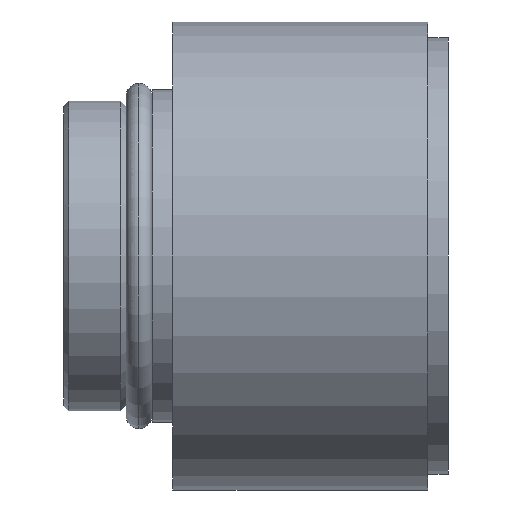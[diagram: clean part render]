
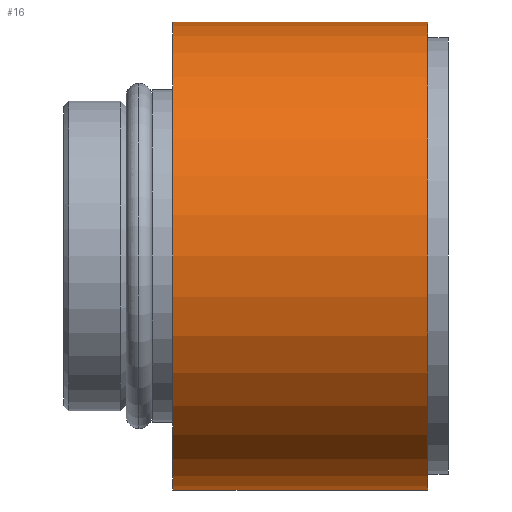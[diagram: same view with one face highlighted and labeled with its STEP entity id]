
A CAD part, front view. The second image highlights one B-rep face of the part: STEP entity #16.
In plain terms, the highlighted cylindrical face has radius 45 mm (diameter 90 mm), a partial arc.
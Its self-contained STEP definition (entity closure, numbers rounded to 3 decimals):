
#16 = ADVANCED_FACE ( 'NONE', ( #1695 ), #1694, .T. ) ;
#135 = CIRCLE ( 'NONE', #1527, 45. ) ;
#137 = VECTOR ( 'NONE', #446, 1000. ) ;
#140 = LINE ( 'NONE', #447, #137 ) ;
#175 = CIRCLE ( 'NONE', #1518, 45. ) ;
#232 = VECTOR ( 'NONE', #680, 1000. ) ;
#238 = LINE ( 'NONE', #684, #232 ) ;
#369 = CARTESIAN_POINT ( 'NONE',  ( 70., 0., 45. ) ) ;
#370 = CARTESIAN_POINT ( 'NONE',  ( 70., 0., -45. ) ) ;
#390 = CARTESIAN_POINT ( 'NONE',  ( 21., 0., -45. ) ) ;
#429 = CARTESIAN_POINT ( 'NONE',  ( 21., 0., 45. ) ) ;
#446 = DIRECTION ( 'NONE',  ( -1., 0., 0. ) ) ;
#447 = CARTESIAN_POINT ( 'NONE',  ( -9.115, 0., 45. ) ) ;
#455 = DIRECTION ( 'NONE',  ( 0., 0., 1. ) ) ;
#456 = DIRECTION ( 'NONE',  ( -1., 0., 0. ) ) ;
#463 = CARTESIAN_POINT ( 'NONE',  ( 70., 0., 0. ) ) ;
#538 = DIRECTION ( 'NONE',  ( 0., 0., 1. ) ) ;
#540 = DIRECTION ( 'NONE',  ( -1., 0., 0. ) ) ;
#548 = CARTESIAN_POINT ( 'NONE',  ( 21., 0., 0. ) ) ;
#680 = DIRECTION ( 'NONE',  ( -1., 0., 0. ) ) ;
#684 = CARTESIAN_POINT ( 'NONE',  ( -9.115, 0., -45. ) ) ;
#912 = CARTESIAN_POINT ( 'NONE',  ( -9.115, 0., 0. ) ) ;
#944 = DIRECTION ( 'NONE',  ( -1., 0., 0. ) ) ;
#961 = DIRECTION ( 'NONE',  ( 0., 0., 1. ) ) ;
#1392 = EDGE_CURVE ( 'NONE', #1829, #1809, #238, .T. ) ;
#1405 = AXIS2_PLACEMENT_3D ( 'NONE', #912, #944, #961 ) ;
#1518 = AXIS2_PLACEMENT_3D ( 'NONE', #548, #540, #538 ) ;
#1527 = AXIS2_PLACEMENT_3D ( 'NONE', #463, #456, #455 ) ;
#1563 = EDGE_CURVE ( 'NONE', #1809, #1787, #175, .T. ) ;
#1621 = EDGE_CURVE ( 'NONE', #1829, #1830, #135, .T. ) ;
#1626 = EDGE_CURVE ( 'NONE', #1830, #1787, #140, .T. ) ;
#1694 = CYLINDRICAL_SURFACE ( 'NONE', #1405, 45. ) ;
#1695 = FACE_OUTER_BOUND ( 'NONE', #1700, .T. ) ;
#1700 = EDGE_LOOP ( 'NONE', ( #1971, #2005, #1959, #1861 ) ) ;
#1787 = VERTEX_POINT ( 'NONE', #429 ) ;
#1809 = VERTEX_POINT ( 'NONE', #390 ) ;
#1829 = VERTEX_POINT ( 'NONE', #370 ) ;
#1830 = VERTEX_POINT ( 'NONE', #369 ) ;
#1861 = ORIENTED_EDGE ( 'NONE', *, *, #1563, .F. ) ;
#1959 = ORIENTED_EDGE ( 'NONE', *, *, #1626, .T. ) ;
#1971 = ORIENTED_EDGE ( 'NONE', *, *, #1392, .F. ) ;
#2005 = ORIENTED_EDGE ( 'NONE', *, *, #1621, .T. ) ;
